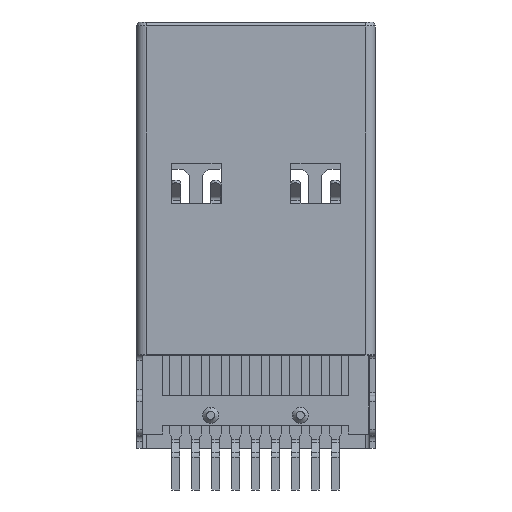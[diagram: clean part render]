
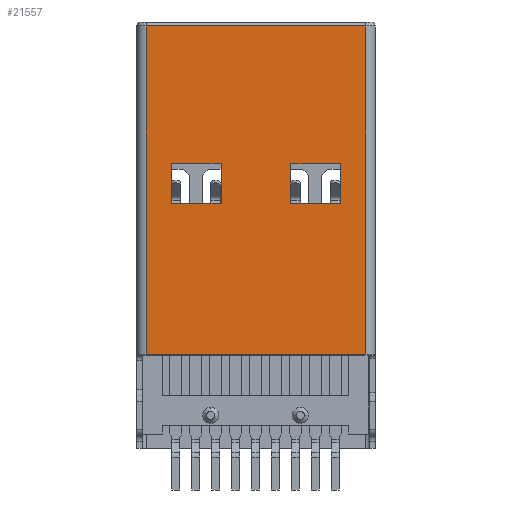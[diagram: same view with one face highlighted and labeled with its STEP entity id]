
A CAD part, front view. The second image highlights one B-rep face of the part: STEP entity #21557.
In plain terms, the highlighted planar face has unit normal (0, -1, 0).
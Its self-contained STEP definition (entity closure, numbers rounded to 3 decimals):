
#19240=DIRECTION('',(-1.,0.,0.));
#19241=VECTOR('',#19240,2.);
#19242=CARTESIAN_POINT('',(7.16,0.,10.25));
#19243=LINE('',#19242,#19241);
#19244=DIRECTION('',(0.,0.,1.));
#19245=VECTOR('',#19244,2.5);
#19246=CARTESIAN_POINT('',(7.16,0.,7.75));
#19247=LINE('',#19246,#19245);
#19252=DIRECTION('',(1.,0.,0.));
#19253=VECTOR('',#19252,2.);
#19254=CARTESIAN_POINT('',(5.16,0.,7.75));
#19255=LINE('',#19254,#19253);
#19260=DIRECTION('',(0.,0.,-1.));
#19261=VECTOR('',#19260,2.5);
#19262=CARTESIAN_POINT('',(5.16,0.,10.25));
#19263=LINE('',#19262,#19261);
#19264=DIRECTION('',(0.,0.,1.));
#19265=VECTOR('',#19264,11.);
#19266=CARTESIAN_POINT('',(-1.75,0.,
0.5));
#19267=LINE('',#19266,#19265);
#19268=DIRECTION('',(1.,0.,0.));
#19269=VECTOR('',#19268,1.9);
#19270=CARTESIAN_POINT('',(-1.75,0.,
11.5));
#19271=LINE('',#19270,#19269);
#19272=DIRECTION('',(0.,0.,1.));
#19273=VECTOR('',#19272,11.);
#19274=CARTESIAN_POINT('',(14.75,0.,0.5));
#19275=LINE('',#19274,#19273);
#19280=DIRECTION('',(0.,0.,1.));
#19281=VECTOR('',#19280,2.5);
#19282=CARTESIAN_POINT('',(7.16,0.,1.75));
#19283=LINE('',#19282,#19281);
#19288=DIRECTION('',(1.,0.,0.));
#19289=VECTOR('',#19288,2.);
#19290=CARTESIAN_POINT('',(5.16,0.,1.75));
#19291=LINE('',#19290,#19289);
#19300=DIRECTION('',(0.,0.,-1.));
#19301=VECTOR('',#19300,2.5);
#19302=CARTESIAN_POINT('',(5.16,0.,4.25));
#19303=LINE('',#19302,#19301);
#19304=DIRECTION('',(-1.,0.,0.));
#19305=VECTOR('',#19304,2.);
#19306=CARTESIAN_POINT('',(7.16,0.,4.25));
#19307=LINE('',#19306,#19305);
#19687=DIRECTION('',(1.,0.,0.));
#19688=VECTOR('',#19687,1.9);
#19689=CARTESIAN_POINT('',(-1.75,0.,
0.5));
#19690=LINE('',#19689,#19688);
#19691=DIRECTION('',(1.,0.,0.));
#19692=VECTOR('',#19691,14.6);
#19693=CARTESIAN_POINT('',(0.15,0.,0.5));
#19694=LINE('',#19693,#19692);
#19718=DIRECTION('',(-1.,0.,0.));
#19719=VECTOR('',#19718,14.6);
#19720=CARTESIAN_POINT('',(14.75,0.,11.5));
#19721=LINE('',#19720,#19719);
#20065=CARTESIAN_POINT('',(5.16,0.,7.75));
#20066=CARTESIAN_POINT('',(7.16,0.,7.75));
#20067=VERTEX_POINT('',#20065);
#20068=VERTEX_POINT('',#20066);
#20069=CARTESIAN_POINT('',(5.16,0.,10.25));
#20070=VERTEX_POINT('',#20069);
#20071=CARTESIAN_POINT('',(7.16,0.,10.25));
#20072=VERTEX_POINT('',#20071);
#20073=CARTESIAN_POINT('',(7.16,0.,1.75));
#20074=CARTESIAN_POINT('',(7.16,0.,4.25));
#20075=VERTEX_POINT('',#20073);
#20076=VERTEX_POINT('',#20074);
#20077=CARTESIAN_POINT('',(5.16,0.,1.75));
#20078=VERTEX_POINT('',#20077);
#20079=CARTESIAN_POINT('',(5.16,0.,4.25));
#20080=VERTEX_POINT('',#20079);
#20334=CARTESIAN_POINT('',(14.75,0.,11.5));
#20336=VERTEX_POINT('',#20334);
#20338=CARTESIAN_POINT('',(14.75,0.,0.5));
#20340=VERTEX_POINT('',#20338);
#20437=CARTESIAN_POINT('',(0.15,0.,11.5));
#20438=VERTEX_POINT('',#20437);
#20439=CARTESIAN_POINT('',(0.15,0.,0.5));
#20440=VERTEX_POINT('',#20439);
#20469=CARTESIAN_POINT('',(-1.75,0.,0.5));
#20470=VERTEX_POINT('',#20469);
#20473=CARTESIAN_POINT('',(-1.75,0.,
11.5));
#20474=VERTEX_POINT('',#20473);
#21522=CARTESIAN_POINT('',(7.475,0.,6.));
#21523=DIRECTION('',(0.,1.,0.));
#21524=DIRECTION('',(0.,0.,1.));
#21525=AXIS2_PLACEMENT_3D('',#21522,#21523,#21524);
#21526=PLANE('',#21525);
#21528=ORIENTED_EDGE('',*,*,#21527,.T.);
#21530=ORIENTED_EDGE('',*,*,#21529,.T.);
#21532=ORIENTED_EDGE('',*,*,#21531,.F.);
#21534=ORIENTED_EDGE('',*,*,#21533,.F.);
#21536=ORIENTED_EDGE('',*,*,#21535,.F.);
#21538=ORIENTED_EDGE('',*,*,#21537,.F.);
#21539=EDGE_LOOP('',(#21528,#21530,#21532,#21534,#21536,#21538));
#21540=FACE_OUTER_BOUND('',#21539,.F.);
#21542=ORIENTED_EDGE('',*,*,#21541,.T.);
#21544=ORIENTED_EDGE('',*,*,#21543,.T.);
#21546=ORIENTED_EDGE('',*,*,#21545,.T.);
#21548=ORIENTED_EDGE('',*,*,#21547,.T.);
#21549=EDGE_LOOP('',(#21542,#21544,#21546,#21548));
#21550=FACE_BOUND('',#21549,.F.);
#21551=ORIENTED_EDGE('',*,*,#21504,.T.);
#21552=ORIENTED_EDGE('',*,*,#21490,.T.);
#21553=ORIENTED_EDGE('',*,*,#21476,.T.);
#21554=ORIENTED_EDGE('',*,*,#21517,.T.);
#21555=EDGE_LOOP('',(#21551,#21552,#21553,#21554));
#21556=FACE_BOUND('',#21555,.F.);
#21476=EDGE_CURVE('',#20072,#20070,#19243,.T.);
#21490=EDGE_CURVE('',#20068,#20072,#19247,.T.);
#21504=EDGE_CURVE('',#20067,#20068,#19255,.T.);
#21517=EDGE_CURVE('',#20070,#20067,#19263,.T.);
#21527=EDGE_CURVE('',#20470,#20474,#19267,.T.);
#21529=EDGE_CURVE('',#20474,#20438,#19271,.T.);
#21531=EDGE_CURVE('',#20336,#20438,#19721,.T.);
#21533=EDGE_CURVE('',#20340,#20336,#19275,.T.);
#21535=EDGE_CURVE('',#20440,#20340,#19694,.T.);
#21537=EDGE_CURVE('',#20470,#20440,#19690,.T.);
#21541=EDGE_CURVE('',#20075,#20076,#19283,.T.);
#21543=EDGE_CURVE('',#20076,#20080,#19307,.T.);
#21545=EDGE_CURVE('',#20080,#20078,#19303,.T.);
#21547=EDGE_CURVE('',#20078,#20075,#19291,.T.);
#21557=ADVANCED_FACE('',(#21540,#21550,#21556),#21526,.F.);
